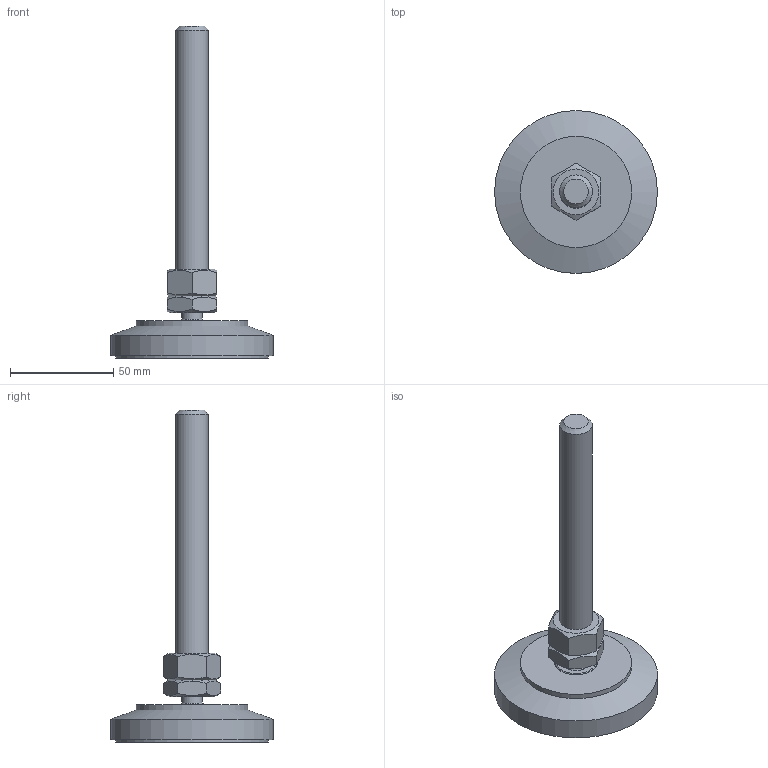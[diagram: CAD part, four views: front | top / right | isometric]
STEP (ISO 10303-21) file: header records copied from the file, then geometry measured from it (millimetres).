
FILE_DESCRIPTION(/* description */ ('GK Stellf. Stahl verz. D 79 SVD'),/* implementation_level */ '2;1');
FILE_NAME(/* name */ 'SF0481V.stp',/* time_stamp */ '2015-12-22T16:25:27+01:00',/* author */ ('Marina Kaa'),/* organization */ (''),/* preprocessor_version */ 'ST-DEVELOPER v15.6',/* originating_system */ 'Autodesk Inventor 2015',/* authorisation */ '');
FILE_SCHEMA (('AUTOMOTIVE_DESIGN { 1 0 10303 214 3 1 1 }'));
Length unit declared in the file: millimetre
Products named in the file (6): ME9601436_A; ME5201000_A; ME1501000_A; ME14161541275_A; DK0934160001_A; SF0481V_A
Bounding box: 79 x 79 x 161.03 mm (x, y, z)
Volume: 109240.3 mm3; surface area: 36071.2 mm2
Topology: 5 solids, 5 shells, 57 faces, 111 edges, 70 vertices
Faces by surface type: plane 28, cylinder 14, cone 13, sphere 2
Full cylindrical faces by diameter (mm): 6 x1, 9.9 x1, 12.95 x1, 13.835 x1, 16 x1, 20 x4, 21 x1, 54 x1, 74 x1, 75 x1, 79 x1
Entity records: 1390 total; most frequent: CARTESIAN_POINT 256, DIRECTION 228, ORIENTED_EDGE 152, AXIS2_PLACEMENT_3D 108, EDGE_LOOP 96, EDGE_CURVE 76, VERTEX_POINT 64, ADVANCED_FACE 57
